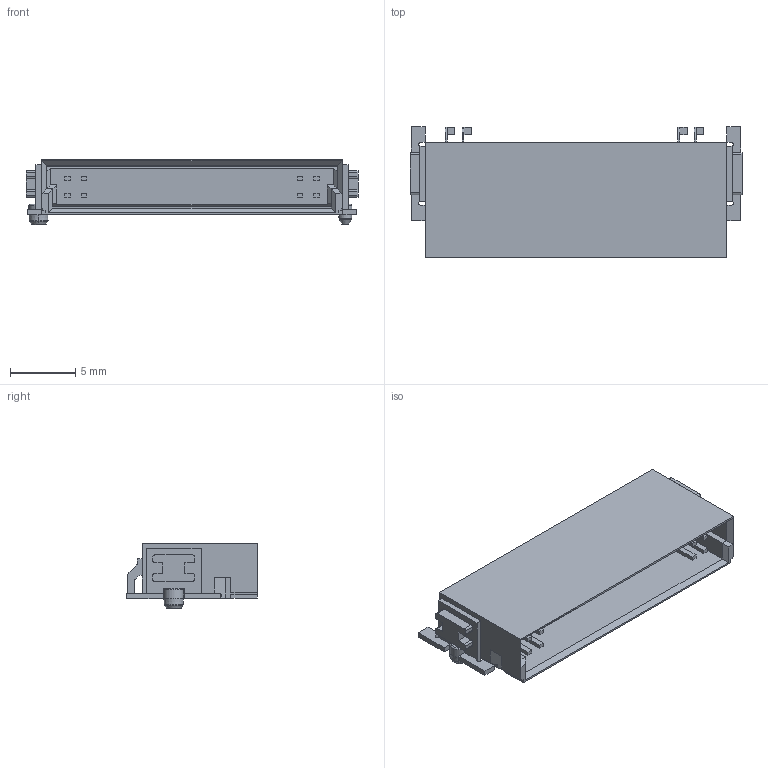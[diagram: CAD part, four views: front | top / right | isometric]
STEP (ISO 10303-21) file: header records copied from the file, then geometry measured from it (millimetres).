
FILE_DESCRIPTION((''),'2;1');
FILE_NAME('ERNI_354096.stp','2015-10-07T17:13:09',(''),(''),'Mechanical Desktop 2011','Mechanical Desktop 2011',', , ');
FILE_SCHEMA(('AUTOMOTIVE_DESIGN { 1 2 10303 214 1 1 1 1 }'));
Length unit declared in the file: millimetre
Products named in the file (1): Product
Bounding box: 25.4 x 10 x 5 mm (x, y, z)
Volume: 481.1 mm3; surface area: 1151.8 mm2
Topology: 19 solids, 19 shells, 405 faces, 1055 edges, 691 vertices
Faces by surface type: plane 305, cylinder 81, torus 11, cone 8
Entity records: 12329 total; most frequent: CARTESIAN_POINT 2152, ORIENTED_EDGE 2110, DIRECTION 2061, EDGE_CURVE 1055, VECTOR 861, LINE 861, VERTEX_POINT 691, AXIS2_PLACEMENT_3D 600
